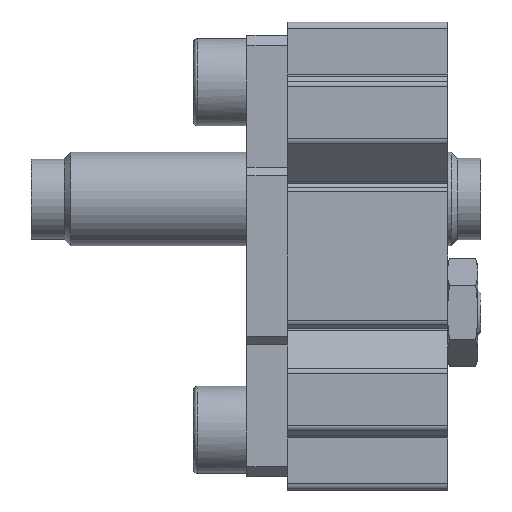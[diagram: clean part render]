
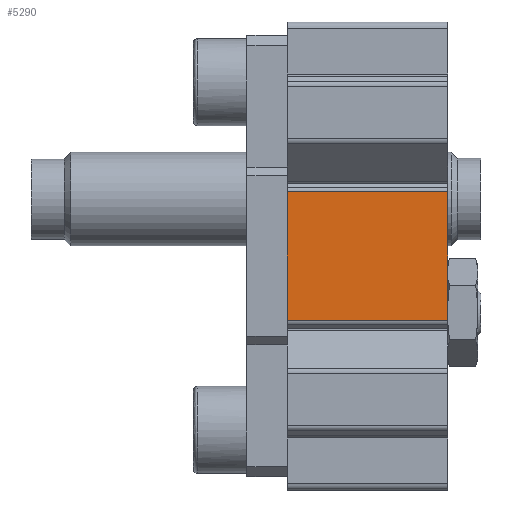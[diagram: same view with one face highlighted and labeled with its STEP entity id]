
A CAD part, front view. The second image highlights one B-rep face of the part: STEP entity #5290.
In plain terms, the highlighted planar face has unit normal (0, -1, 0).
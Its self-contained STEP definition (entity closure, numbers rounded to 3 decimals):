
#233 = DIRECTION ( 'NONE',  ( 0., 0., -1. ) ) ;
#441 = LINE ( 'NONE', #7105, #6405 ) ;
#1161 = AXIS2_PLACEMENT_3D ( 'NONE', #6570, #6655, #6636 ) ;
#1435 = EDGE_LOOP ( 'NONE', ( #5195, #2932, #4489, #5636 ) ) ;
#1459 = VERTEX_POINT ( 'NONE', #4399 ) ;
#1609 = VECTOR ( 'NONE', #5997, 1000. ) ;
#1635 = VERTEX_POINT ( 'NONE', #4227 ) ;
#2508 = CARTESIAN_POINT ( 'NONE',  ( -24., 39., -9.586 ) ) ;
#2812 = VECTOR ( 'NONE', #7287, 1000. ) ;
#2852 = LINE ( 'NONE', #3270, #7302 ) ;
#2932 = ORIENTED_EDGE ( 'NONE', *, *, #5730, .T. ) ;
#3135 = VERTEX_POINT ( 'NONE', #6159 ) ;
#3270 = CARTESIAN_POINT ( 'NONE',  ( -24., 39., 9.586 ) ) ;
#3317 = DIRECTION ( 'NONE',  ( -1., 0., 0. ) ) ;
#4227 = CARTESIAN_POINT ( 'NONE',  ( -24., 39., 9.586 ) ) ;
#4239 = EDGE_CURVE ( 'NONE', #3135, #1635, #2852, .T. ) ;
#4399 = CARTESIAN_POINT ( 'NONE',  ( 0., 39., -9.586 ) ) ;
#4489 = ORIENTED_EDGE ( 'NONE', *, *, #4694, .F. ) ;
#4694 = EDGE_CURVE ( 'NONE', #3135, #1459, #7257, .T. ) ;
#5195 = ORIENTED_EDGE ( 'NONE', *, *, #6467, .T. ) ;
#5290 = ADVANCED_FACE ( 'NONE', ( #5744 ), #5411, .T. ) ;
#5411 = PLANE ( 'NONE',  #1161 ) ;
#5421 = CARTESIAN_POINT ( 'NONE',  ( -24., 39., -9.586 ) ) ;
#5636 = ORIENTED_EDGE ( 'NONE', *, *, #4239, .T. ) ;
#5730 = EDGE_CURVE ( 'NONE', #5739, #1459, #6273, .T. ) ;
#5739 = VERTEX_POINT ( 'NONE', #2508 ) ;
#5744 = FACE_OUTER_BOUND ( 'NONE', #1435, .T. ) ;
#5997 = DIRECTION ( 'NONE',  ( 1., 0., 0. ) ) ;
#6159 = CARTESIAN_POINT ( 'NONE',  ( 0., 39., 9.586 ) ) ;
#6273 = LINE ( 'NONE', #5421, #1609 ) ;
#6405 = VECTOR ( 'NONE', #233, 1000. ) ;
#6467 = EDGE_CURVE ( 'NONE', #1635, #5739, #441, .T. ) ;
#6570 = CARTESIAN_POINT ( 'NONE',  ( -24., 39., 9.586 ) ) ;
#6636 = DIRECTION ( 'NONE',  ( 0., 0., -1. ) ) ;
#6655 = DIRECTION ( 'NONE',  ( 0., -1., 0. ) ) ;
#7105 = CARTESIAN_POINT ( 'NONE',  ( -24., 39., 9.586 ) ) ;
#7257 = LINE ( 'NONE', #7321, #2812 ) ;
#7287 = DIRECTION ( 'NONE',  ( 0., 0., -1. ) ) ;
#7302 = VECTOR ( 'NONE', #3317, 1000. ) ;
#7321 = CARTESIAN_POINT ( 'NONE',  ( 0., 39., 33.5 ) ) ;
